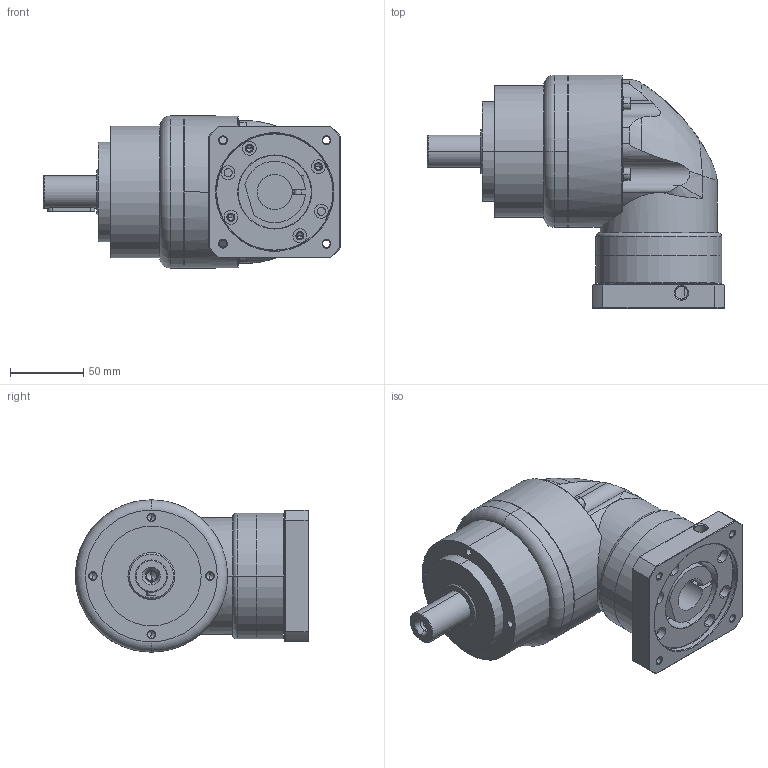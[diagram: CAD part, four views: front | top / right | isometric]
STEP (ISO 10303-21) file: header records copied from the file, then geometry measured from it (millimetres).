
FILE_DESCRIPTION((''),'2;1');
FILE_NAME('AER0901-P0403300603_ASM','2008-09-04T',('d00080'),(''),'PRO/ENGINEER BY PARAMETRIC TECHNOLOGY CORPORATION, 2006170','PRO/ENGINEER BY PARAMETRIC TECHNOLOGY CORPORATION, 2006170','');
FILE_SCHEMA(('CONFIG_CONTROL_DESIGN'));
Length unit declared in the file: millimetre
Products named in the file (8): AE090-1; PD130001; 233100003; 220100610; HOUSING-SET-3_ASM; P1305300001; P0403300603; AER0901-P0403300603_ASM
Assembly tree (13 placements, depth 3):
  AER0901-P0403300603_ASM
    AE090-1
    HOUSING-SET-3_ASM
      PD130001
      233100003  x4
      220100610  x4
    P1305300001
    P0403300603
Bounding box: 203 x 159.5 x 104 mm (x, y, z)
Volume: 1284923.9 mm3; surface area: 151754 mm2
Topology: 12 solids, 34 shells, 533 faces, 1235 edges, 757 vertices
Faces by surface type: cylinder 246, plane 150, cone 96, torus 25, bspline 16
Entity records: 13223 total; most frequent: CARTESIAN_POINT 3155, DIRECTION 2268, ORIENTED_EDGE 1842, EDGE_CURVE 965, AXIS2_PLACEMENT_3D 953, VERTEX_POINT 619, EDGE_LOOP 518, CIRCLE 512
